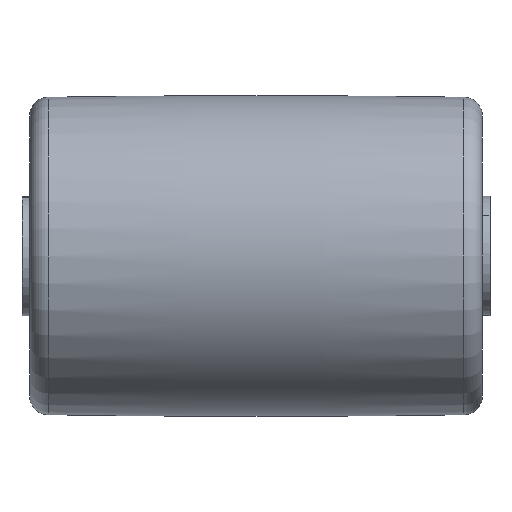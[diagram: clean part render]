
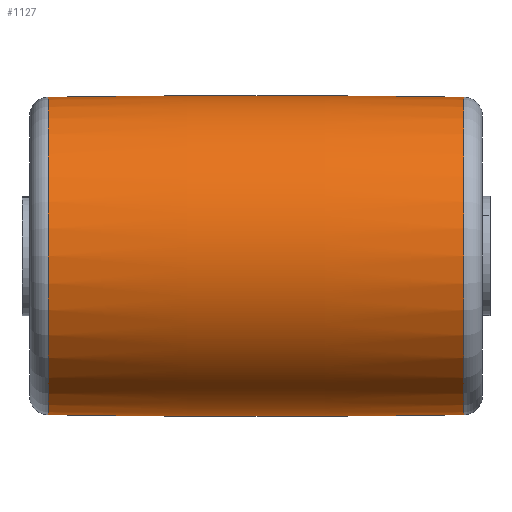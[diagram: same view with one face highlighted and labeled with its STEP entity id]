
A CAD part, front view. The second image highlights one B-rep face of the part: STEP entity #1127.
In plain terms, the highlighted toroidal (fillet/blend) face has major radius 3557.75 mm and minor radius 3600.25 mm.
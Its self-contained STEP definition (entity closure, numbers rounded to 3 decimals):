
#36 = FACE_OUTER_BOUND ( 'NONE', #585, .T. ) ;
#89 = CARTESIAN_POINT ( 'NONE',  ( 55.076, 0., 0. ) ) ;
#185 = ORIENTED_EDGE ( 'NONE', *, *, #963, .T. ) ;
#238 = AXIS2_PLACEMENT_3D ( 'NONE', #420, #2030, #1230 ) ;
#244 = DIRECTION ( 'NONE',  ( -1., 0., 0. ) ) ;
#420 = CARTESIAN_POINT ( 'NONE',  ( 0., 0., 3557.75 ) ) ;
#436 = DIRECTION ( 'NONE',  ( -1., 0., 0. ) ) ;
#516 = AXIS2_PLACEMENT_3D ( 'NONE', #1400, #2055, #1266 ) ;
#518 = TOROIDAL_SURFACE ( 'NONE', #1154, -3557.75, 3600.25 ) ;
#522 = CIRCLE ( 'NONE', #791, 42.079 ) ;
#585 = EDGE_LOOP ( 'NONE', ( #1203, #1385, #185, #1352 ) ) ;
#676 = CARTESIAN_POINT ( 'NONE',  ( 55.076, 0., -42.079 ) ) ;
#791 = AXIS2_PLACEMENT_3D ( 'NONE', #1670, #1492, #1992 ) ;
#802 = VERTEX_POINT ( 'NONE', #1649 ) ;
#943 = VERTEX_POINT ( 'NONE', #1739 ) ;
#963 = EDGE_CURVE ( 'NONE', #802, #943, #1483, .T. ) ;
#1090 = CARTESIAN_POINT ( 'NONE',  ( -55.076, 0., -42.079 ) ) ;
#1127 = ADVANCED_FACE ( 'NONE', ( #36 ), #518, .T. ) ;
#1146 = EDGE_CURVE ( 'NONE', #1888, #1292, #1485, .T. ) ;
#1154 = AXIS2_PLACEMENT_3D ( 'NONE', #1388, #244, #1381 ) ;
#1203 = ORIENTED_EDGE ( 'NONE', *, *, #1146, .F. ) ;
#1230 = DIRECTION ( 'NONE',  ( 0., 0., 1. ) ) ;
#1244 = DIRECTION ( 'NONE',  ( 0., 0., 1. ) ) ;
#1266 = DIRECTION ( 'NONE',  ( 0., 0., -1. ) ) ;
#1278 = AXIS2_PLACEMENT_3D ( 'NONE', #89, #436, #1244 ) ;
#1292 = VERTEX_POINT ( 'NONE', #1090 ) ;
#1352 = ORIENTED_EDGE ( 'NONE', *, *, #1484, .T. ) ;
#1381 = DIRECTION ( 'NONE',  ( 0., 0., 1. ) ) ;
#1385 = ORIENTED_EDGE ( 'NONE', *, *, #1412, .T. ) ;
#1388 = CARTESIAN_POINT ( 'NONE',  ( 0., 0., 0. ) ) ;
#1400 = CARTESIAN_POINT ( 'NONE',  ( 0., 0., -3557.75 ) ) ;
#1412 = EDGE_CURVE ( 'NONE', #1888, #802, #1625, .T. ) ;
#1483 = CIRCLE ( 'NONE', #516, 3600.25 ) ;
#1484 = EDGE_CURVE ( 'NONE', #943, #1292, #522, .T. ) ;
#1485 = CIRCLE ( 'NONE', #238, 3600.25 ) ;
#1492 = DIRECTION ( 'NONE',  ( 1., 0., 0. ) ) ;
#1625 = CIRCLE ( 'NONE', #1278, 42.079 ) ;
#1649 = CARTESIAN_POINT ( 'NONE',  ( 55.076, 0., 42.079 ) ) ;
#1670 = CARTESIAN_POINT ( 'NONE',  ( -55.076, 0., 0. ) ) ;
#1739 = CARTESIAN_POINT ( 'NONE',  ( -55.076, 0., 42.079 ) ) ;
#1888 = VERTEX_POINT ( 'NONE', #676 ) ;
#1992 = DIRECTION ( 'NONE',  ( 0., 0., -1. ) ) ;
#2030 = DIRECTION ( 'NONE',  ( 0., 1., 0. ) ) ;
#2055 = DIRECTION ( 'NONE',  ( 0., -1., 0. ) ) ;
